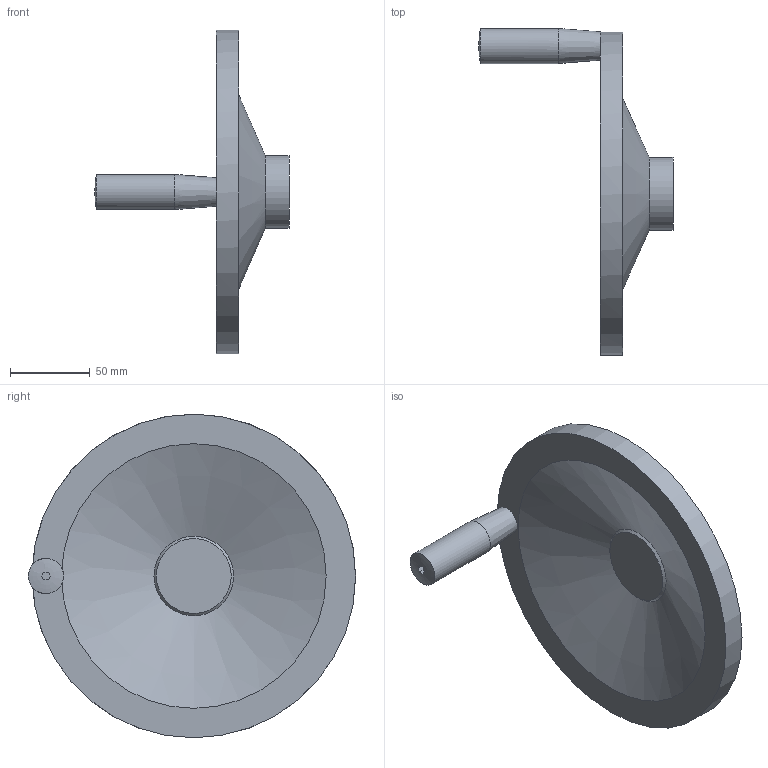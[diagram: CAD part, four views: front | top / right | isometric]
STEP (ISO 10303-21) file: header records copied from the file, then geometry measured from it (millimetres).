
FILE_DESCRIPTION( ( 'STEP AP214' ), '1' );
FILE_NAME( 'K1307.4203X00.stp', '2020-12-10T11:15:49', ( '' ), ( '' ), ' ', 'PARTsolutions', ' ' );
FILE_SCHEMA( ( 'AUTOMOTIVE_DESIGN { 1 0 10303 214 1 1 1 1 }' ) );
Length unit declared in the file: millimetre
Products named in the file (1): _K1307.4203X00
Bounding box: 121.84 x 205.45 x 203.2 mm (x, y, z)
Volume: 337251.9 mm3; surface area: 86627.1 mm2
Topology: 1 solids, 1 shells, 21 faces, 44 edges, 27 vertices
Faces by surface type: plane 12, cone 5, cylinder 3, bspline 1
Full cylindrical faces by diameter (mm): 22.1 x1, 45.7 x1, 203.2 x1
Entity records: 701 total; most frequent: CARTESIAN_POINT 127, DIRECTION 82, ORIENTED_EDGE 64, AXIS2_PLACEMENT_3D 35, EDGE_LOOP 32, EDGE_CURVE 32, FACE_OUTER_BOUND 25, VERTEX_POINT 24
